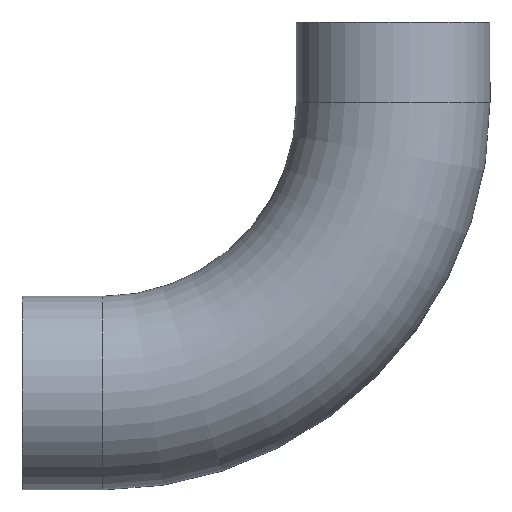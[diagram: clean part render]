
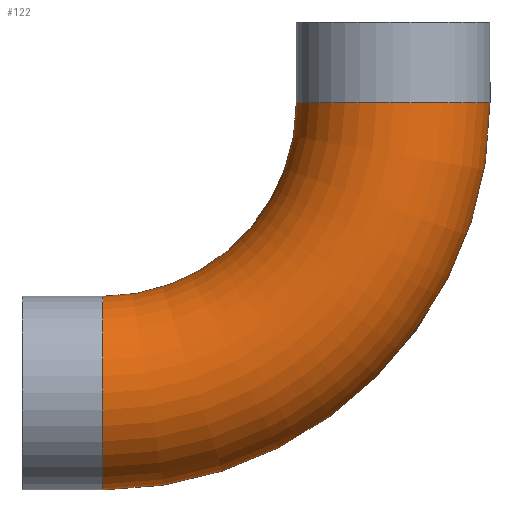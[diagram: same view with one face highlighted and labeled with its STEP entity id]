
A CAD part, front view. The second image highlights one B-rep face of the part: STEP entity #122.
In plain terms, the highlighted toroidal (fillet/blend) face has major radius 228.6 mm and minor radius 76.2 mm.
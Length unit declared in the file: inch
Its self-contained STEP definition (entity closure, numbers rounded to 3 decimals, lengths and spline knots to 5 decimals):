
#3 = FACE_OUTER_BOUND ( 'NONE', #319, .T. ) ;
#4 = AXIS2_PLACEMENT_3D ( 'NONE', #159, #358, #391 ) ;
#42 = DIRECTION ( 'NONE',  ( 1., 0., 0. ) ) ;
#45 = ORIENTED_EDGE ( 'NONE', *, *, #161, .T. ) ;
#55 = CARTESIAN_POINT ( 'NONE',  ( 0., 0., -12. ) ) ;
#61 = EDGE_CURVE ( 'NONE', #247, #360, #95, .T. ) ;
#85 = DIRECTION ( 'NONE',  ( 0., 0., -1. ) ) ;
#87 = CARTESIAN_POINT ( 'NONE',  ( 6., 0., 0. ) ) ;
#95 = CIRCLE ( 'NONE', #4, 3. ) ;
#97 = AXIS2_PLACEMENT_3D ( 'NONE', #200, #111, #42 ) ;
#104 = CIRCLE ( 'NONE', #328, 6. ) ;
#108 = CARTESIAN_POINT ( 'NONE',  ( 0., 0., 0. ) ) ;
#111 = DIRECTION ( 'NONE',  ( 0., 0., 1. ) ) ;
#122 = ADVANCED_FACE ( 'NONE', ( #3 ), #408, .T. ) ;
#135 = DIRECTION ( 'NONE',  ( 0., 0., -1. ) ) ;
#145 = ORIENTED_EDGE ( 'NONE', *, *, #61, .F. ) ;
#159 = CARTESIAN_POINT ( 'NONE',  ( 0., 0., -9. ) ) ;
#161 = EDGE_CURVE ( 'NONE', #247, #252, #368, .T. ) ;
#182 = CIRCLE ( 'NONE', #97, 3. ) ;
#197 = DIRECTION ( 'NONE',  ( 0., -1., 0. ) ) ;
#198 = EDGE_CURVE ( 'NONE', #337, #252, #182, .T. ) ;
#199 = DIRECTION ( 'NONE',  ( 0., 0., -1. ) ) ;
#200 = CARTESIAN_POINT ( 'NONE',  ( 9., 0., 0. ) ) ;
#205 = CARTESIAN_POINT ( 'NONE',  ( 12., 0., 0. ) ) ;
#208 = CARTESIAN_POINT ( 'NONE',  ( 0., 0., -6. ) ) ;
#220 = EDGE_CURVE ( 'NONE', #360, #337, #104, .T. ) ;
#232 = CARTESIAN_POINT ( 'NONE',  ( 0., 0., 0. ) ) ;
#247 = VERTEX_POINT ( 'NONE', #55 ) ;
#252 = VERTEX_POINT ( 'NONE', #205 ) ;
#298 = DIRECTION ( 'NONE',  ( 0., -1., 0. ) ) ;
#303 = DIRECTION ( 'NONE',  ( 0., -1., 0. ) ) ;
#319 = EDGE_LOOP ( 'NONE', ( #145, #45, #385, #332 ) ) ;
#322 = AXIS2_PLACEMENT_3D ( 'NONE', #108, #197, #135 ) ;
#328 = AXIS2_PLACEMENT_3D ( 'NONE', #369, #303, #85 ) ;
#332 = ORIENTED_EDGE ( 'NONE', *, *, #220, .F. ) ;
#337 = VERTEX_POINT ( 'NONE', #87 ) ;
#358 = DIRECTION ( 'NONE',  ( -1., 0., 0. ) ) ;
#360 = VERTEX_POINT ( 'NONE', #208 ) ;
#368 = CIRCLE ( 'NONE', #390, 12. ) ;
#369 = CARTESIAN_POINT ( 'NONE',  ( 0., 0., 0. ) ) ;
#385 = ORIENTED_EDGE ( 'NONE', *, *, #198, .F. ) ;
#390 = AXIS2_PLACEMENT_3D ( 'NONE', #232, #298, #199 ) ;
#391 = DIRECTION ( 'NONE',  ( 0., 0., 1. ) ) ;
#408 = TOROIDAL_SURFACE ( 'NONE', #322, 9., 3. ) ;
